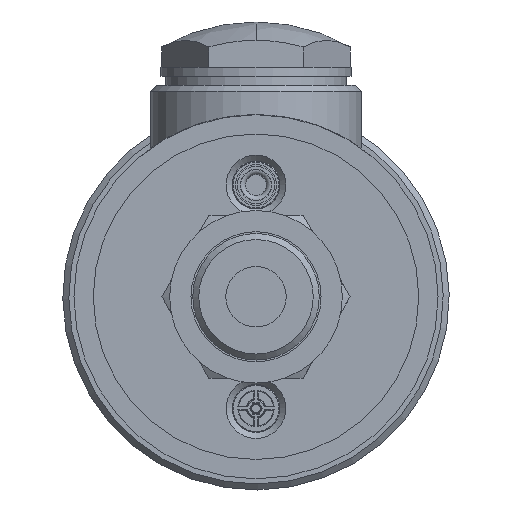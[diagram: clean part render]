
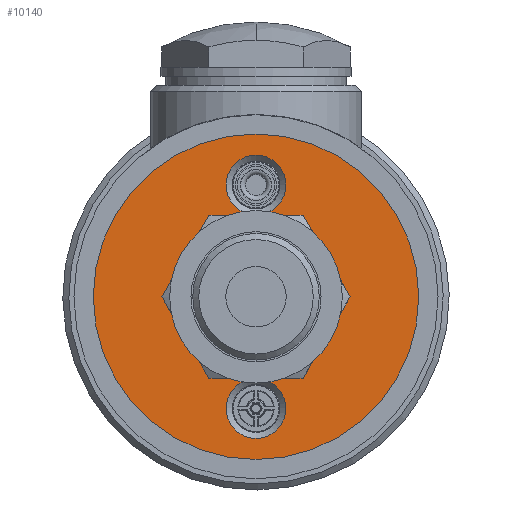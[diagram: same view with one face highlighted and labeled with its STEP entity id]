
A CAD part, front view. The second image highlights one B-rep face of the part: STEP entity #10140.
In plain terms, the highlighted planar face has unit normal (0, -1, 0).
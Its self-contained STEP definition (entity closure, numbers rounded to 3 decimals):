
#256 = CARTESIAN_POINT ( 'NONE',  ( -4.95, 0., 18.5 ) ) ;
#369 = DIRECTION ( 'NONE',  ( 0., 1., 0. ) ) ;
#780 = CIRCLE ( 'NONE', #15364, 4.95 ) ;
#842 = ORIENTED_EDGE ( 'NONE', *, *, #7783, .T. ) ;
#1039 = CIRCLE ( 'NONE', #10831, 4.95 ) ;
#1476 = CARTESIAN_POINT ( 'NONE',  ( 0., 0., 0. ) ) ;
#2082 = DIRECTION ( 'NONE',  ( -1., 0., 0. ) ) ;
#2426 = CARTESIAN_POINT ( 'NONE',  ( 0., 0., 0. ) ) ;
#3248 = EDGE_LOOP ( 'NONE', ( #7144 ) ) ;
#3283 = AXIS2_PLACEMENT_3D ( 'NONE', #1476, #9619, #6917 ) ;
#4416 = CIRCLE ( 'NONE', #3283, 26.95 ) ;
#4434 = CARTESIAN_POINT ( 'NONE',  ( 0., 0., 0. ) ) ;
#4627 = DIRECTION ( 'NONE',  ( 0., 1., 0. ) ) ;
#4788 = AXIS2_PLACEMENT_3D ( 'NONE', #2426, #15677, #6132 ) ;
#5367 = ORIENTED_EDGE ( 'NONE', *, *, #7470, .T. ) ;
#6026 = VERTEX_POINT ( 'NONE', #15583 ) ;
#6132 = DIRECTION ( 'NONE',  ( -1., 0., 0. ) ) ;
#6917 = DIRECTION ( 'NONE',  ( -1., 0., 0. ) ) ;
#7090 = PLANE ( 'NONE',  #4788 ) ;
#7144 = ORIENTED_EDGE ( 'NONE', *, *, #13609, .T. ) ;
#7178 = EDGE_CURVE ( 'NONE', #6026, #6026, #4416, .T. ) ;
#7428 = CARTESIAN_POINT ( 'NONE',  ( -4.95, 0., -18.5 ) ) ;
#7470 = EDGE_CURVE ( 'NONE', #7906, #7906, #780, .T. ) ;
#7783 = EDGE_CURVE ( 'NONE', #9230, #9230, #16141, .T. ) ;
#7906 = VERTEX_POINT ( 'NONE', #7428 ) ;
#8640 = CARTESIAN_POINT ( 'NONE',  ( -7.475, 0., 0. ) ) ;
#8662 = FACE_BOUND ( 'NONE', #3248, .T. ) ;
#8958 = ORIENTED_EDGE ( 'NONE', *, *, #7178, .F. ) ;
#9230 = VERTEX_POINT ( 'NONE', #8640 ) ;
#9489 = VERTEX_POINT ( 'NONE', #256 ) ;
#9619 = DIRECTION ( 'NONE',  ( 0., 1., 0. ) ) ;
#9939 = DIRECTION ( 'NONE',  ( -1., 0., 0. ) ) ;
#10140 = ADVANCED_FACE ( 'NONE', ( #8662, #10951, #12697, #14010 ), #7090, .F. ) ;
#10831 = AXIS2_PLACEMENT_3D ( 'NONE', #14060, #369, #9939 ) ;
#10951 = FACE_BOUND ( 'NONE', #11344, .T. ) ;
#11344 = EDGE_LOOP ( 'NONE', ( #5367 ) ) ;
#11411 = AXIS2_PLACEMENT_3D ( 'NONE', #4434, #13988, #16518 ) ;
#11799 = EDGE_LOOP ( 'NONE', ( #8958 ) ) ;
#12697 = FACE_BOUND ( 'NONE', #12948, .T. ) ;
#12948 = EDGE_LOOP ( 'NONE', ( #842 ) ) ;
#13609 = EDGE_CURVE ( 'NONE', #9489, #9489, #1039, .T. ) ;
#13988 = DIRECTION ( 'NONE',  ( 0., 1., 0. ) ) ;
#14010 = FACE_OUTER_BOUND ( 'NONE', #11799, .T. ) ;
#14060 = CARTESIAN_POINT ( 'NONE',  ( 0., 0., 18.5 ) ) ;
#15364 = AXIS2_PLACEMENT_3D ( 'NONE', #16717, #4627, #2082 ) ;
#15583 = CARTESIAN_POINT ( 'NONE',  ( -26.95, 0., 0. ) ) ;
#15677 = DIRECTION ( 'NONE',  ( 0., 1., 0. ) ) ;
#16141 = CIRCLE ( 'NONE', #11411, 7.475 ) ;
#16518 = DIRECTION ( 'NONE',  ( -1., 0., 0. ) ) ;
#16717 = CARTESIAN_POINT ( 'NONE',  ( 0., 0., -18.5 ) ) ;
